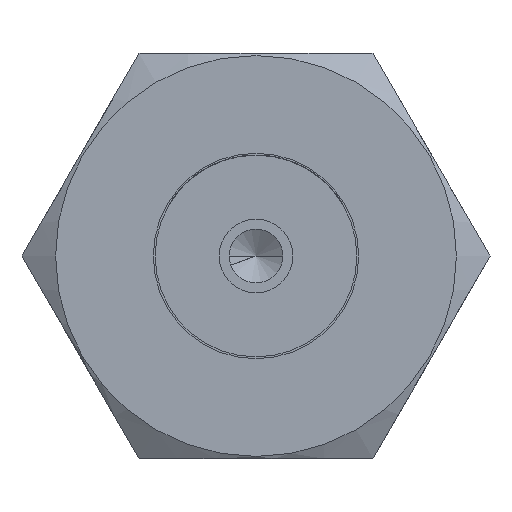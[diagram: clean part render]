
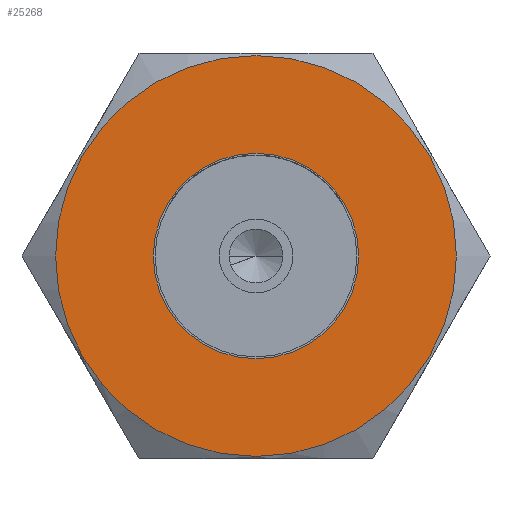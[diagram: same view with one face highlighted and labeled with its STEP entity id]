
A CAD part, left-side view. The second image highlights one B-rep face of the part: STEP entity #25268.
In plain terms, the highlighted planar face has unit normal (-1, 0, 0).
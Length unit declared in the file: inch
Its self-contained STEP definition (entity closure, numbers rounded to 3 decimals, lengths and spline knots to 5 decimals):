
#693 = DIRECTION ( 'NONE',  ( 0., 0., -1. ) ) ;
#1153 = CARTESIAN_POINT ( 'NONE',  ( -1.13, 0., -0.68 ) ) ;
#3059 = PLANE ( 'NONE',  #27776 ) ;
#3299 = CARTESIAN_POINT ( 'NONE',  ( -1.13, 0., 0. ) ) ;
#3437 = AXIS2_PLACEMENT_3D ( 'NONE', #19113, #9248, #13950 ) ;
#3663 = AXIS2_PLACEMENT_3D ( 'NONE', #30812, #21334, #11778 ) ;
#5199 = EDGE_CURVE ( 'NONE', #28992, #28066, #7287, .T. ) ;
#5225 = CARTESIAN_POINT ( 'NONE',  ( -1.13, 0.68, 0. ) ) ;
#6625 = EDGE_CURVE ( 'NONE', #28395, #17224, #30543, .T. ) ;
#7287 = CIRCLE ( 'NONE', #3437, 0.3485 ) ;
#7738 = DIRECTION ( 'NONE',  ( 0., 0., 1. ) ) ;
#9248 = DIRECTION ( 'NONE',  ( 1., 0., 0. ) ) ;
#11042 = ORIENTED_EDGE ( 'NONE', *, *, #6625, .F. ) ;
#11503 = ORIENTED_EDGE ( 'NONE', *, *, #21195, .T. ) ;
#11778 = DIRECTION ( 'NONE',  ( 0., 0., -1. ) ) ;
#11832 = FACE_BOUND ( 'NONE', #27244, .T. ) ;
#12132 = CARTESIAN_POINT ( 'NONE',  ( -1.13, 0., 0.68 ) ) ;
#13666 = CARTESIAN_POINT ( 'NONE',  ( -1.13, 0., 0.3485 ) ) ;
#13950 = DIRECTION ( 'NONE',  ( 0., 0., -1. ) ) ;
#14980 = DIRECTION ( 'NONE',  ( 1., 0., 0. ) ) ;
#15951 = FACE_OUTER_BOUND ( 'NONE', #18991, .T. ) ;
#16039 = AXIS2_PLACEMENT_3D ( 'NONE', #3299, #14980, #693 ) ;
#16051 = AXIS2_PLACEMENT_3D ( 'NONE', #26943, #30844, #28491 ) ;
#17224 = VERTEX_POINT ( 'NONE', #12132 ) ;
#18972 = EDGE_CURVE ( 'NONE', #17224, #28395, #20644, .T. ) ;
#18991 = EDGE_LOOP ( 'NONE', ( #11042, #26406 ) ) ;
#19113 = CARTESIAN_POINT ( 'NONE',  ( -1.13, 0., 0. ) ) ;
#19570 = DIRECTION ( 'NONE',  ( -1., 0., 0. ) ) ;
#20644 = CIRCLE ( 'NONE', #16051, 0.68 ) ;
#21195 = EDGE_CURVE ( 'NONE', #28066, #28992, #29562, .T. ) ;
#21334 = DIRECTION ( 'NONE',  ( 1., 0., 0. ) ) ;
#22262 = ORIENTED_EDGE ( 'NONE', *, *, #5199, .T. ) ;
#25268 = ADVANCED_FACE ( 'NONE', ( #11832, #15951 ), #3059, .T. ) ;
#26406 = ORIENTED_EDGE ( 'NONE', *, *, #18972, .F. ) ;
#26943 = CARTESIAN_POINT ( 'NONE',  ( -1.13, 0., 0. ) ) ;
#27244 = EDGE_LOOP ( 'NONE', ( #22262, #11503 ) ) ;
#27776 = AXIS2_PLACEMENT_3D ( 'NONE', #5225, #19570, #7738 ) ;
#28066 = VERTEX_POINT ( 'NONE', #13666 ) ;
#28395 = VERTEX_POINT ( 'NONE', #1153 ) ;
#28491 = DIRECTION ( 'NONE',  ( 0., 0., -1. ) ) ;
#28992 = VERTEX_POINT ( 'NONE', #30432 ) ;
#29562 = CIRCLE ( 'NONE', #3663, 0.3485 ) ;
#30432 = CARTESIAN_POINT ( 'NONE',  ( -1.13, 0., -0.3485 ) ) ;
#30543 = CIRCLE ( 'NONE', #16039, 0.68 ) ;
#30812 = CARTESIAN_POINT ( 'NONE',  ( -1.13, 0., 0. ) ) ;
#30844 = DIRECTION ( 'NONE',  ( 1., 0., 0. ) ) ;
